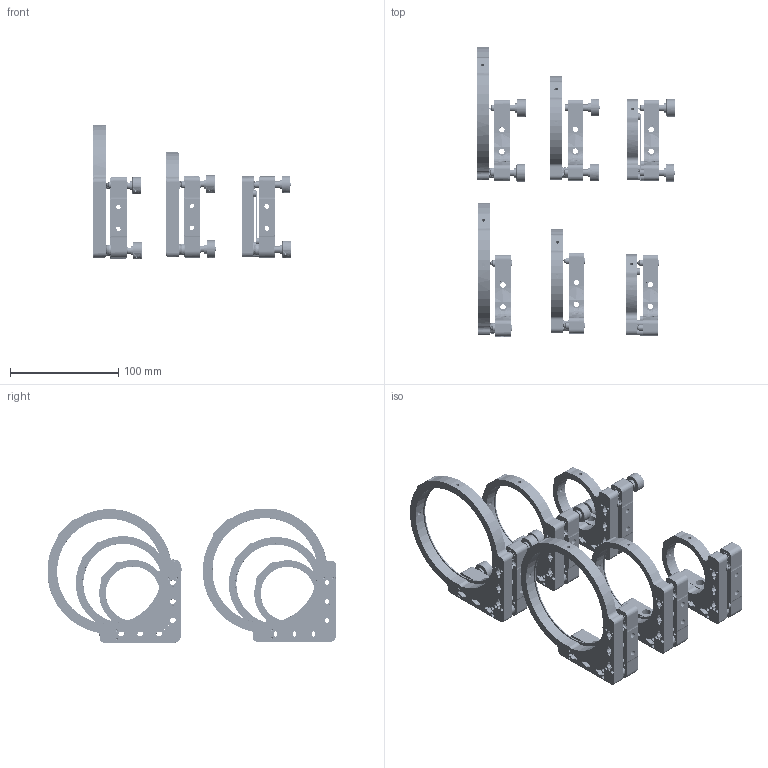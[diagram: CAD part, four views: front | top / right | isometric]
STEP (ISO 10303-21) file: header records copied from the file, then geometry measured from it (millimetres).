
FILE_DESCRIPTION(/* description */ (''),/* implementation_level */ '2;1');
FILE_NAME(/* name */ 'MME-MM~1',/* time_stamp */ '2021-06-09T11:52:51+03:00',/* author */ (''),/* organization */ (''),/* preprocessor_version */ 'ST-DEVELOPER v15',/* originating_system */ '',/* authorisation */ '');
FILE_SCHEMA (('AUTOMOTIVE_DESIGN'));
Products named in the file (7): Document; MME-B100; MME-B75; MME-B50; MME-A100; MME-A75; MME-A50
Assembly tree (6 placements, depth 2):
  Document
    MME-B100
    MME-B75
    MME-B50
    MME-A100
    MME-A75
    MME-A50
Bounding box: 183.02 x 266.65 x 124.53 mm (x, y, z)
Volume: 361433.3 mm3; surface area: 201066.6 mm2
Topology: 96 solids, 132 shells, 4010 faces, 11221 edges, 7379 vertices
Faces by surface type: bspline 4010
Entity records: 277662 total; most frequent: CARTESIAN_POINT 142183, B_SPLINE_CURVE_WITH_KNOTS 23795, ORIENTED_EDGE 21994, PCURVE 21994, DEFINITIONAL_REPRESENTATION 21994, SURFACE_CURVE 11079, EDGE_CURVE 11079, VERTEX_POINT 7387
